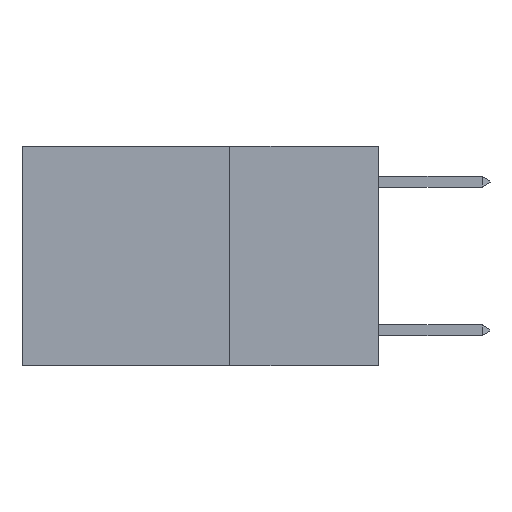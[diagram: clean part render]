
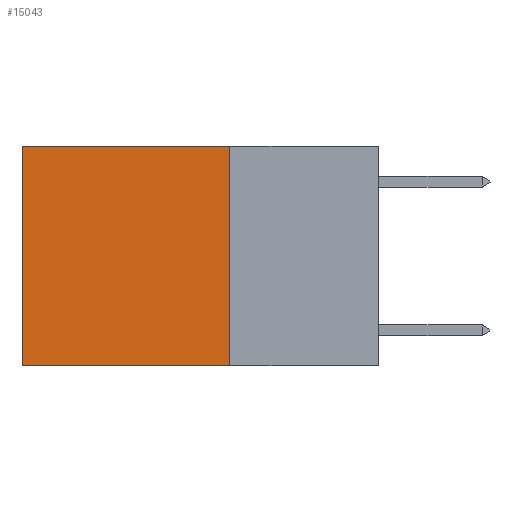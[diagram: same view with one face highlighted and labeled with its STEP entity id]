
A CAD part, left-side view. The second image highlights one B-rep face of the part: STEP entity #15043.
In plain terms, the highlighted planar face has unit normal (-1, 0, 0).
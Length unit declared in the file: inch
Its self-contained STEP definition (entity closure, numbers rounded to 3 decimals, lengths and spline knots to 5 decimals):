
#70 = CARTESIAN_POINT ( 'NONE',  ( 0.2625, 0.25, -0.37 ) ) ;
#1544 = AXIS2_PLACEMENT_3D ( 'NONE', #5562, #12814, #9694 ) ;
#2329 = ORIENTED_EDGE ( 'NONE', *, *, #16413, .T. ) ;
#3189 = ORIENTED_EDGE ( 'NONE', *, *, #16014, .T. ) ;
#3972 = VECTOR ( 'NONE', #6330, 39.37008 ) ;
#3987 = VERTEX_POINT ( 'NONE', #17083 ) ;
#4911 = VERTEX_POINT ( 'NONE', #18540 ) ;
#5336 = CARTESIAN_POINT ( 'NONE',  ( 0.2625, 0.6, 0. ) ) ;
#5387 = EDGE_CURVE ( 'NONE', #4911, #3987, #5727, .T. ) ;
#5414 = EDGE_CURVE ( 'NONE', #3987, #13831, #6013, .T. ) ;
#5463 = CARTESIAN_POINT ( 'NONE',  ( 0.2625, 0.6, 0. ) ) ;
#5562 = CARTESIAN_POINT ( 'NONE',  ( 0.2625, 0.25, 0. ) ) ;
#5727 = LINE ( 'NONE', #11378, #12835 ) ;
#6013 = LINE ( 'NONE', #70, #6521 ) ;
#6330 = DIRECTION ( 'NONE',  ( 0., 1., 0. ) ) ;
#6459 = ORIENTED_EDGE ( 'NONE', *, *, #5387, .F. ) ;
#6521 = VECTOR ( 'NONE', #17164, 39.37008 ) ;
#7163 = DIRECTION ( 'NONE',  ( 0., 0., -1. ) ) ;
#8210 = FACE_OUTER_BOUND ( 'NONE', #18063, .T. ) ;
#9694 = DIRECTION ( 'NONE',  ( 0., 0., -1. ) ) ;
#11378 = CARTESIAN_POINT ( 'NONE',  ( 0.2625, 0.25, 0. ) ) ;
#11514 = VECTOR ( 'NONE', #7163, 39.37008 ) ;
#12065 = CARTESIAN_POINT ( 'NONE',  ( 0.2625, 0.25, 0. ) ) ;
#12790 = DIRECTION ( 'NONE',  ( 0., 0., -1. ) ) ;
#12814 = DIRECTION ( 'NONE',  ( 1., 0., 0. ) ) ;
#12835 = VECTOR ( 'NONE', #12790, 39.37008 ) ;
#13567 = LINE ( 'NONE', #12065, #3972 ) ;
#13831 = VERTEX_POINT ( 'NONE', #18512 ) ;
#15043 = ADVANCED_FACE ( 'NONE', ( #8210 ), #16424, .F. ) ;
#16014 = EDGE_CURVE ( 'NONE', #4911, #18357, #13567, .T. ) ;
#16413 = EDGE_CURVE ( 'NONE', #18357, #13831, #18420, .T. ) ;
#16424 = PLANE ( 'NONE',  #1544 ) ;
#16820 = ORIENTED_EDGE ( 'NONE', *, *, #5414, .F. ) ;
#17083 = CARTESIAN_POINT ( 'NONE',  ( 0.2625, 0.25, -0.37 ) ) ;
#17164 = DIRECTION ( 'NONE',  ( 0., 1., 0. ) ) ;
#18063 = EDGE_LOOP ( 'NONE', ( #2329, #16820, #6459, #3189 ) ) ;
#18357 = VERTEX_POINT ( 'NONE', #5336 ) ;
#18420 = LINE ( 'NONE', #5463, #11514 ) ;
#18512 = CARTESIAN_POINT ( 'NONE',  ( 0.2625, 0.6, -0.37 ) ) ;
#18540 = CARTESIAN_POINT ( 'NONE',  ( 0.2625, 0.25, 0. ) ) ;
